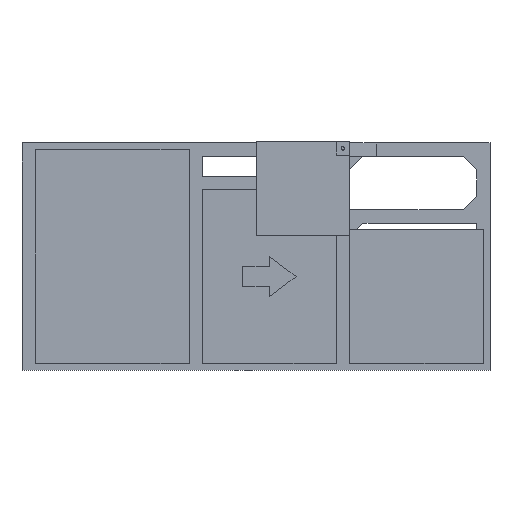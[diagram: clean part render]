
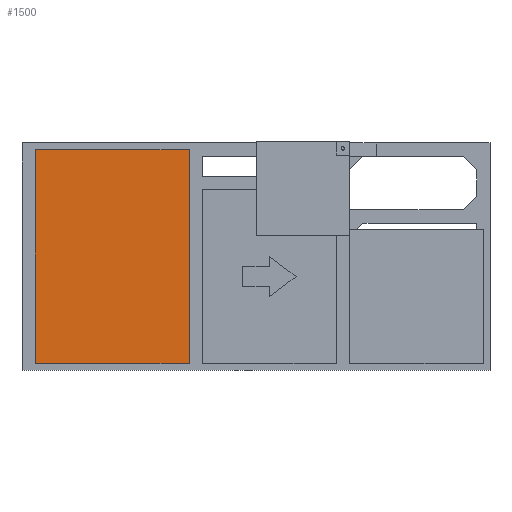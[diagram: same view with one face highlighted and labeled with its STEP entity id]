
A CAD part, top view. The second image highlights one B-rep face of the part: STEP entity #1500.
In plain terms, the highlighted planar face has unit normal (0, 0, 1).
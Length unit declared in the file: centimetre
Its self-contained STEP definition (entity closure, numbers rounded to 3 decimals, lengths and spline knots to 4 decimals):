
#56=FACE_OUTER_BOUND('',#137,.T.);
#137=EDGE_LOOP('',(#1134,#1135,#1136,#1137));
#303=LINE('',#2241,#516);
#305=LINE('',#2245,#518);
#307=LINE('',#2249,#520);
#309=LINE('',#2252,#522);
#516=VECTOR('',#1809,0.001);
#518=VECTOR('',#1813,0.001);
#520=VECTOR('',#1817,0.001);
#522=VECTOR('',#1821,0.001);
#703=VERTEX_POINT('',#2238);
#704=VERTEX_POINT('',#2240);
#705=VERTEX_POINT('',#2244);
#706=VERTEX_POINT('',#2248);
#864=EDGE_CURVE('',#704,#703,#303,.T.);
#866=EDGE_CURVE('',#705,#704,#305,.T.);
#868=EDGE_CURVE('',#706,#705,#307,.T.);
#870=EDGE_CURVE('',#703,#706,#309,.T.);
#1134=ORIENTED_EDGE('',*,*,#870,.T.);
#1135=ORIENTED_EDGE('',*,*,#868,.T.);
#1136=ORIENTED_EDGE('',*,*,#866,.T.);
#1137=ORIENTED_EDGE('',*,*,#864,.T.);
#1423=PLANE('',#1593);
#1500=ADVANCED_FACE('',(#56),#1423,.T.);
#1593=AXIS2_PLACEMENT_3D('',#2253,#1822,#1823);
#1809=DIRECTION('',(-1.,0.,0.));
#1813=DIRECTION('',(0.,1.,0.));
#1817=DIRECTION('',(1.,0.,0.));
#1821=DIRECTION('',(0.,-1.,0.));
#1822=DIRECTION('center_axis',(0.,0.,1.));
#1823=DIRECTION('ref_axis',(0.,-1.,0.));
#2238=CARTESIAN_POINT('',(-0.033,0.016,0.012));
#2240=CARTESIAN_POINT('',(-0.01,0.016,0.012));
#2241=CARTESIAN_POINT('',(-0.01,0.016,0.012));
#2244=CARTESIAN_POINT('',(-0.01,-0.016,0.012));
#2245=CARTESIAN_POINT('',(-0.01,-0.016,0.012));
#2248=CARTESIAN_POINT('',(-0.033,-0.016,0.012));
#2249=CARTESIAN_POINT('',(-0.035,-0.016,0.012));
#2252=CARTESIAN_POINT('',(-0.033,0.016,0.012));
#2253=CARTESIAN_POINT('Origin',(-0.0215,0.,0.012));
